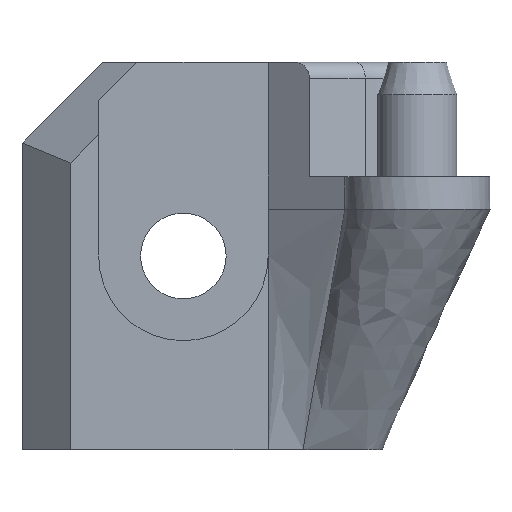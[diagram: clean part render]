
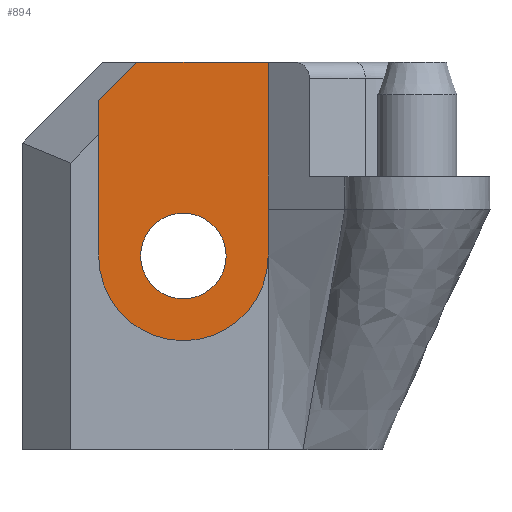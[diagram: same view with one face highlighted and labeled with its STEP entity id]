
A CAD part, left-side view. The second image highlights one B-rep face of the part: STEP entity #894.
In plain terms, the highlighted planar face has unit normal (-1, 0, 0).
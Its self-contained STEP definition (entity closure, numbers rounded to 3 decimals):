
#16=FACE_BOUND('',#153,.T.);
#55=PLANE('',#981);
#99=FACE_OUTER_BOUND('',#152,.T.);
#152=EDGE_LOOP('',(#746,#747,#748,#749,#750));
#153=EDGE_LOOP('',(#751));
#207=LINE('',#1454,#301);
#229=LINE('',#1500,#323);
#237=LINE('',#1515,#331);
#252=LINE('',#1550,#346);
#301=VECTOR('',#1108,10.);
#323=VECTOR('',#1146,10.);
#331=VECTOR('',#1158,10.);
#346=VECTOR('',#1187,10.);
#382=CIRCLE('',#982,5.25);
#383=CIRCLE('',#983,2.65);
#426=VERTEX_POINT('',#1451);
#427=VERTEX_POINT('',#1453);
#443=VERTEX_POINT('',#1498);
#448=VERTEX_POINT('',#1513);
#461=VERTEX_POINT('',#1548);
#462=VERTEX_POINT('',#1551);
#521=EDGE_CURVE('',#426,#427,#207,.T.);
#544=EDGE_CURVE('',#443,#426,#229,.T.);
#552=EDGE_CURVE('',#443,#448,#237,.T.);
#569=EDGE_CURVE('',#448,#461,#382,.T.);
#570=EDGE_CURVE('',#461,#427,#252,.T.);
#571=EDGE_CURVE('',#462,#462,#383,.T.);
#746=ORIENTED_EDGE('',*,*,#544,.F.);
#747=ORIENTED_EDGE('',*,*,#552,.T.);
#748=ORIENTED_EDGE('',*,*,#569,.T.);
#749=ORIENTED_EDGE('',*,*,#570,.T.);
#750=ORIENTED_EDGE('',*,*,#521,.F.);
#751=ORIENTED_EDGE('',*,*,#571,.F.);
#894=ADVANCED_FACE('',(#99,#16),#55,.F.);
#981=AXIS2_PLACEMENT_3D('',#1547,#1183,#1184);
#982=AXIS2_PLACEMENT_3D('',#1549,#1185,#1186);
#983=AXIS2_PLACEMENT_3D('',#1552,#1188,#1189);
#1108=DIRECTION('',(0.,-1.,0.));
#1146=DIRECTION('',(0.,-0.707,0.707));
#1158=DIRECTION('',(0.,0.,-1.));
#1183=DIRECTION('center_axis',(1.,0.,0.));
#1184=DIRECTION('ref_axis',(0.,0.,-1.));
#1185=DIRECTION('center_axis',(-1.,0.,0.));
#1186=DIRECTION('ref_axis',(0.,-1.,0.));
#1187=DIRECTION('',(0.,0.,1.));
#1188=DIRECTION('center_axis',(-1.,0.,0.));
#1189=DIRECTION('ref_axis',(0.,-1.,0.));
#1451=CARTESIAN_POINT('',(5.,17.379,7.));
#1453=CARTESIAN_POINT('',(5.,9.25,7.));
#1454=CARTESIAN_POINT('',(5.,12.25,7.));
#1498=CARTESIAN_POINT('',(5.,19.75,4.629));
#1500=CARTESIAN_POINT('',(5.,19.564,4.814));
#1513=CARTESIAN_POINT('',(5.,19.75,-5.));
#1515=CARTESIAN_POINT('',(5.,19.75,-3.313));
#1547=CARTESIAN_POINT('Origin',(5.,14.5,-1.625));
#1548=CARTESIAN_POINT('',(5.,9.25,-5.));
#1549=CARTESIAN_POINT('Origin',(5.,14.5,-5.));
#1550=CARTESIAN_POINT('',(5.,9.25,2.688));
#1551=CARTESIAN_POINT('',(5.,17.15,-5.));
#1552=CARTESIAN_POINT('Origin',(5.,14.5,-5.));
